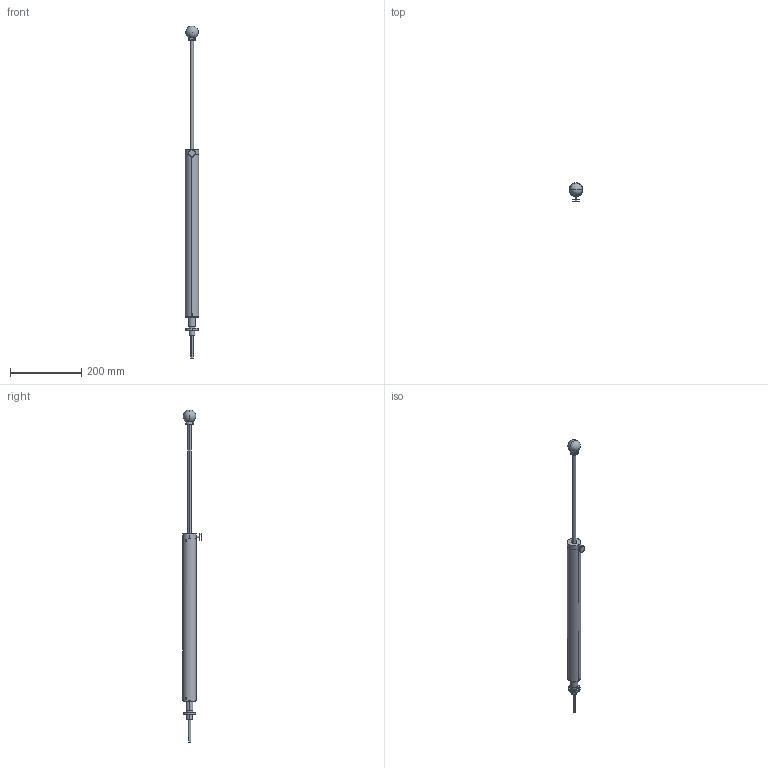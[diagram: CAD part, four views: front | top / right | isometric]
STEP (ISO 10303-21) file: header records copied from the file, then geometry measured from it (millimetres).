
FILE_DESCRIPTION (( 'STEP AP214' ), '1' );
FILE_NAME ('QN109972-01, FLML-133-25-12.STEP', '2017-11-22T20:20:24', ( '' ), ( '' ), 'SwSTEP 2.0', 'SolidWorks 2010', '' );
FILE_SCHEMA (( 'AUTOMOTIVE_DESIGN' ));
Length unit declared in the file: inch
Products named in the file (1): QN109972-01, FLML-133-25-12
Bounding box: 38.1 x 51.6 x 928.95 mm (x, y, z)
Surface area: 91251.5 mm2 (no closed solid volume)
Topology: 0 solids, 23 shells, 199 faces, 1171 edges, 946 vertices
Faces by surface type: cylinder 95, plane 67, cone 35, sphere 2
Entity records: 14847 total; most frequent: CARTESIAN_POINT 4062, DIRECTION 1536, ORIENTED_EDGE 1519, EDGE_CURVE 1164, VERTEX_POINT 943, AXIS2_PLACEMENT_3D 599, B_SPLINE_CURVE_WITH_KNOTS 427, CIRCLE 399
